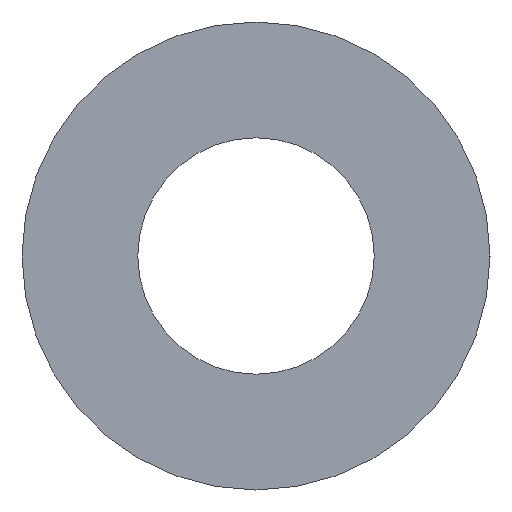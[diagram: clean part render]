
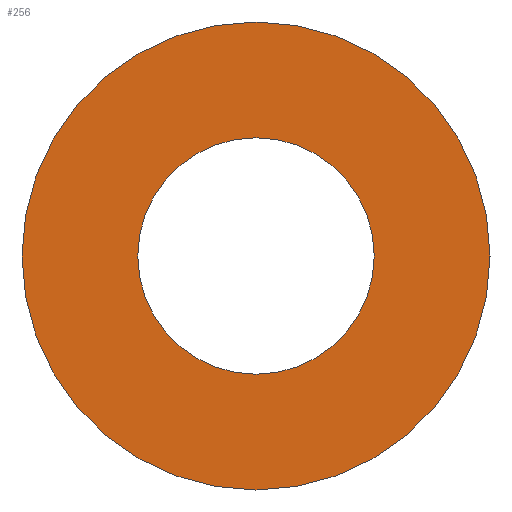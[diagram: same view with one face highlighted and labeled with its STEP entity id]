
A CAD part, left-side view. The second image highlights one B-rep face of the part: STEP entity #256.
In plain terms, the highlighted planar face has unit normal (-1, 0, 0).
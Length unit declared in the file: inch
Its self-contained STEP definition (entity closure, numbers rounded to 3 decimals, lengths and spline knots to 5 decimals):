
#2 = CARTESIAN_POINT ( 'NONE',  ( 0., 0., 1.51563 ) ) ;
#3 = DIRECTION ( 'NONE',  ( 0., 0., -1. ) ) ;
#15 = ORIENTED_EDGE ( 'NONE', *, *, #25, .T. ) ;
#21 = DIRECTION ( 'NONE',  ( 1., 0., 0. ) ) ;
#22 = EDGE_LOOP ( 'NONE', ( #221, #15 ) ) ;
#24 = CIRCLE ( 'NONE', #63, 3. ) ;
#25 = EDGE_CURVE ( 'NONE', #60, #171, #24, .T. ) ;
#31 = DIRECTION ( 'NONE',  ( 0., 0., 1. ) ) ;
#35 = FACE_BOUND ( 'NONE', #57, .T. ) ;
#44 = DIRECTION ( 'NONE',  ( 0., 0., -1. ) ) ;
#53 = CARTESIAN_POINT ( 'NONE',  ( 0., 0., 0. ) ) ;
#56 = CARTESIAN_POINT ( 'NONE',  ( 0., 3., 0. ) ) ;
#57 = EDGE_LOOP ( 'NONE', ( #283, #91 ) ) ;
#60 = VERTEX_POINT ( 'NONE', #106 ) ;
#63 = AXIS2_PLACEMENT_3D ( 'NONE', #242, #77, #147 ) ;
#77 = DIRECTION ( 'NONE',  ( -1., 0., 0. ) ) ;
#91 = ORIENTED_EDGE ( 'NONE', *, *, #240, .T. ) ;
#94 = CARTESIAN_POINT ( 'NONE',  ( 0., 0., 0. ) ) ;
#96 = CARTESIAN_POINT ( 'NONE',  ( 0., 0., 0. ) ) ;
#101 = DIRECTION ( 'NONE',  ( -1., 0., 0. ) ) ;
#106 = CARTESIAN_POINT ( 'NONE',  ( 0., 0., -3. ) ) ;
#111 = CIRCLE ( 'NONE', #251, 3. ) ;
#121 = FACE_OUTER_BOUND ( 'NONE', #22, .T. ) ;
#136 = DIRECTION ( 'NONE',  ( 0., 0., -1. ) ) ;
#144 = AXIS2_PLACEMENT_3D ( 'NONE', #96, #21, #44 ) ;
#147 = DIRECTION ( 'NONE',  ( 0., 0., 1. ) ) ;
#168 = EDGE_CURVE ( 'NONE', #268, #252, #183, .T. ) ;
#171 = VERTEX_POINT ( 'NONE', #273 ) ;
#183 = CIRCLE ( 'NONE', #144, 1.51563 ) ;
#186 = DIRECTION ( 'NONE',  ( 1., 0., 0. ) ) ;
#187 = CIRCLE ( 'NONE', #199, 1.51563 ) ;
#189 = CARTESIAN_POINT ( 'NONE',  ( 0., 0., -1.51563 ) ) ;
#191 = PLANE ( 'NONE',  #227 ) ;
#199 = AXIS2_PLACEMENT_3D ( 'NONE', #94, #186, #136 ) ;
#217 = DIRECTION ( 'NONE',  ( 1., 0., 0. ) ) ;
#221 = ORIENTED_EDGE ( 'NONE', *, *, #259, .T. ) ;
#227 = AXIS2_PLACEMENT_3D ( 'NONE', #56, #217, #3 ) ;
#240 = EDGE_CURVE ( 'NONE', #252, #268, #187, .T. ) ;
#242 = CARTESIAN_POINT ( 'NONE',  ( 0., 0., 0. ) ) ;
#251 = AXIS2_PLACEMENT_3D ( 'NONE', #53, #101, #31 ) ;
#252 = VERTEX_POINT ( 'NONE', #2 ) ;
#256 = ADVANCED_FACE ( 'NONE', ( #35, #121 ), #191, .F. ) ;
#259 = EDGE_CURVE ( 'NONE', #171, #60, #111, .T. ) ;
#268 = VERTEX_POINT ( 'NONE', #189 ) ;
#273 = CARTESIAN_POINT ( 'NONE',  ( 0., 0., 3. ) ) ;
#283 = ORIENTED_EDGE ( 'NONE', *, *, #168, .T. ) ;
